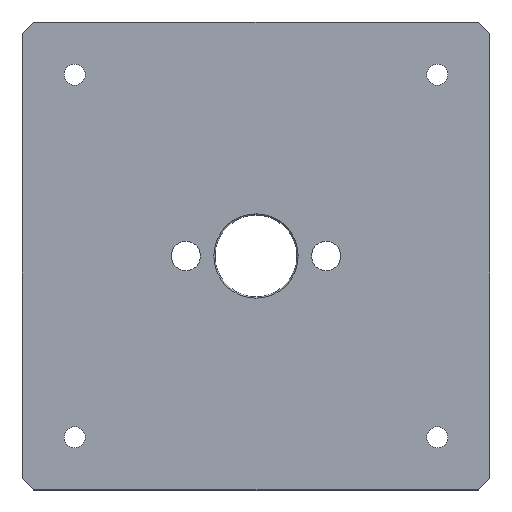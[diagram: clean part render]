
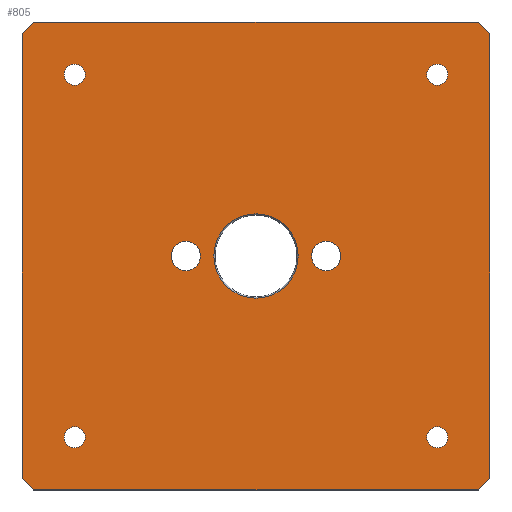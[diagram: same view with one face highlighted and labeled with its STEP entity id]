
A CAD part, top view. The second image highlights one B-rep face of the part: STEP entity #805.
In plain terms, the highlighted planar face has unit normal (0, 0, 1).
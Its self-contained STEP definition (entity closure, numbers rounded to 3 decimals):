
#63=CARTESIAN_POINT('Vertex',(-95.,100.,10.)) ;
#77=CARTESIAN_POINT('Vertex',(-100.,95.,10.)) ;
#80=CARTESIAN_POINT('Line Origine',(-97.5,97.5,10.)) ;
#108=CARTESIAN_POINT('Vertex',(-100.,-95.,10.)) ;
#111=CARTESIAN_POINT('Line Origine',(-100.,0.,10.)) ;
#139=CARTESIAN_POINT('Vertex',(-95.,-100.,10.)) ;
#142=CARTESIAN_POINT('Line Origine',(-97.5,-97.5,10.)) ;
#170=CARTESIAN_POINT('Vertex',(95.,-100.,10.)) ;
#173=CARTESIAN_POINT('Line Origine',(0.,-100.,10.)) ;
#201=CARTESIAN_POINT('Vertex',(100.,-95.,10.)) ;
#204=CARTESIAN_POINT('Line Origine',(97.5,-97.5,10.)) ;
#232=CARTESIAN_POINT('Vertex',(100.,95.,10.)) ;
#235=CARTESIAN_POINT('Line Origine',(100.,0.,10.)) ;
#263=CARTESIAN_POINT('Vertex',(95.,100.,10.)) ;
#266=CARTESIAN_POINT('Line Origine',(97.5,97.5,10.)) ;
#288=CARTESIAN_POINT('Line Origine',(0.,100.,10.)) ;
#305=CARTESIAN_POINT('Axis2P3D Location',(77.5,-77.5,10.)) ;
#309=CARTESIAN_POINT('Vertex',(73.,-77.5,10.)) ;
#311=CARTESIAN_POINT('Vertex',(82.,-77.5,10.)) ;
#340=CARTESIAN_POINT('Axis2P3D Location',(77.5,-77.5,10.)) ;
#362=CARTESIAN_POINT('Axis2P3D Location',(77.5,77.5,10.)) ;
#366=CARTESIAN_POINT('Vertex',(73.,77.5,10.)) ;
#368=CARTESIAN_POINT('Vertex',(82.,77.5,10.)) ;
#397=CARTESIAN_POINT('Axis2P3D Location',(77.5,77.5,10.)) ;
#419=CARTESIAN_POINT('Axis2P3D Location',(-77.5,77.5,10.)) ;
#423=CARTESIAN_POINT('Vertex',(-73.,77.5,10.)) ;
#425=CARTESIAN_POINT('Vertex',(-82.,77.5,10.)) ;
#454=CARTESIAN_POINT('Axis2P3D Location',(-77.5,77.5,10.)) ;
#476=CARTESIAN_POINT('Axis2P3D Location',(-77.5,-77.5,10.)) ;
#480=CARTESIAN_POINT('Vertex',(-73.,-77.5,10.)) ;
#482=CARTESIAN_POINT('Vertex',(-82.,-77.5,10.)) ;
#511=CARTESIAN_POINT('Axis2P3D Location',(-77.5,-77.5,10.)) ;
#533=CARTESIAN_POINT('Axis2P3D Location',(30.,0.,10.)) ;
#537=CARTESIAN_POINT('Vertex',(23.75,0.,10.)) ;
#539=CARTESIAN_POINT('Vertex',(36.25,0.,10.)) ;
#568=CARTESIAN_POINT('Axis2P3D Location',(30.,0.,10.)) ;
#590=CARTESIAN_POINT('Axis2P3D Location',(-30.,0.,10.)) ;
#594=CARTESIAN_POINT('Vertex',(-23.75,0.,10.)) ;
#596=CARTESIAN_POINT('Vertex',(-36.25,0.,10.)) ;
#625=CARTESIAN_POINT('Axis2P3D Location',(-30.,0.,10.)) ;
#748=CARTESIAN_POINT('Axis2P3D Location',(0.,0.,10.)) ;
#763=CARTESIAN_POINT('Axis2P3D Location',(0.,0.,10.)) ;
#767=CARTESIAN_POINT('Vertex',(18.,0.,10.)) ;
#769=CARTESIAN_POINT('Vertex',(-18.,0.,10.)) ;
#772=CARTESIAN_POINT('Axis2P3D Location',(0.,0.,10.)) ;
#81=DIRECTION('Vector Direction',(-0.707,-0.707,0.)) ;
#112=DIRECTION('Vector Direction',(0.,-1.,0.)) ;
#143=DIRECTION('Vector Direction',(-0.707,0.707,0.)) ;
#174=DIRECTION('Vector Direction',(-1.,0.,0.)) ;
#205=DIRECTION('Vector Direction',(-0.707,-0.707,0.)) ;
#236=DIRECTION('Vector Direction',(0.,1.,0.)) ;
#267=DIRECTION('Vector Direction',(0.707,-0.707,0.)) ;
#289=DIRECTION('Vector Direction',(1.,0.,0.)) ;
#306=DIRECTION('Axis2P3D Direction',(0.,0.,1.)) ;
#341=DIRECTION('Axis2P3D Direction',(0.,0.,1.)) ;
#363=DIRECTION('Axis2P3D Direction',(0.,0.,1.)) ;
#398=DIRECTION('Axis2P3D Direction',(0.,0.,1.)) ;
#420=DIRECTION('Axis2P3D Direction',(0.,0.,1.)) ;
#455=DIRECTION('Axis2P3D Direction',(0.,0.,1.)) ;
#477=DIRECTION('Axis2P3D Direction',(0.,0.,1.)) ;
#512=DIRECTION('Axis2P3D Direction',(0.,0.,1.)) ;
#534=DIRECTION('Axis2P3D Direction',(0.,0.,1.)) ;
#569=DIRECTION('Axis2P3D Direction',(0.,0.,1.)) ;
#591=DIRECTION('Axis2P3D Direction',(0.,0.,1.)) ;
#626=DIRECTION('Axis2P3D Direction',(0.,0.,1.)) ;
#749=DIRECTION('Axis2P3D Direction',(0.,0.,1.)) ;
#750=DIRECTION('Axis2P3D XDirection',(1.,0.,0.)) ;
#764=DIRECTION('Axis2P3D Direction',(0.,0.,1.)) ;
#773=DIRECTION('Axis2P3D Direction',(0.,0.,1.)) ;
#307=AXIS2_PLACEMENT_3D('Circle Axis2P3D',#305,#306,$) ;
#342=AXIS2_PLACEMENT_3D('Circle Axis2P3D',#340,#341,$) ;
#364=AXIS2_PLACEMENT_3D('Circle Axis2P3D',#362,#363,$) ;
#399=AXIS2_PLACEMENT_3D('Circle Axis2P3D',#397,#398,$) ;
#421=AXIS2_PLACEMENT_3D('Circle Axis2P3D',#419,#420,$) ;
#456=AXIS2_PLACEMENT_3D('Circle Axis2P3D',#454,#455,$) ;
#478=AXIS2_PLACEMENT_3D('Circle Axis2P3D',#476,#477,$) ;
#513=AXIS2_PLACEMENT_3D('Circle Axis2P3D',#511,#512,$) ;
#535=AXIS2_PLACEMENT_3D('Circle Axis2P3D',#533,#534,$) ;
#570=AXIS2_PLACEMENT_3D('Circle Axis2P3D',#568,#569,$) ;
#592=AXIS2_PLACEMENT_3D('Circle Axis2P3D',#590,#591,$) ;
#627=AXIS2_PLACEMENT_3D('Circle Axis2P3D',#625,#626,$) ;
#751=AXIS2_PLACEMENT_3D('Plane Axis2P3D',#748,#749,#750) ;
#765=AXIS2_PLACEMENT_3D('Circle Axis2P3D',#763,#764,$) ;
#774=AXIS2_PLACEMENT_3D('Circle Axis2P3D',#772,#773,$) ;
#754=ORIENTED_EDGE('',*,*,#84,.T.) ;
#755=ORIENTED_EDGE('',*,*,#115,.T.) ;
#756=ORIENTED_EDGE('',*,*,#146,.T.) ;
#757=ORIENTED_EDGE('',*,*,#177,.T.) ;
#758=ORIENTED_EDGE('',*,*,#208,.T.) ;
#759=ORIENTED_EDGE('',*,*,#239,.T.) ;
#760=ORIENTED_EDGE('',*,*,#270,.T.) ;
#761=ORIENTED_EDGE('',*,*,#292,.T.) ;
#778=ORIENTED_EDGE('',*,*,#771,.F.) ;
#779=ORIENTED_EDGE('',*,*,#776,.F.) ;
#782=ORIENTED_EDGE('',*,*,#313,.F.) ;
#783=ORIENTED_EDGE('',*,*,#344,.F.) ;
#786=ORIENTED_EDGE('',*,*,#370,.F.) ;
#787=ORIENTED_EDGE('',*,*,#401,.F.) ;
#790=ORIENTED_EDGE('',*,*,#427,.F.) ;
#791=ORIENTED_EDGE('',*,*,#458,.F.) ;
#794=ORIENTED_EDGE('',*,*,#484,.F.) ;
#795=ORIENTED_EDGE('',*,*,#515,.F.) ;
#798=ORIENTED_EDGE('',*,*,#541,.F.) ;
#799=ORIENTED_EDGE('',*,*,#572,.F.) ;
#802=ORIENTED_EDGE('',*,*,#598,.F.) ;
#803=ORIENTED_EDGE('',*,*,#629,.F.) ;
#780=FACE_BOUND('',#777,.T.) ;
#784=FACE_BOUND('',#781,.T.) ;
#788=FACE_BOUND('',#785,.T.) ;
#792=FACE_BOUND('',#789,.T.) ;
#796=FACE_BOUND('',#793,.T.) ;
#800=FACE_BOUND('',#797,.T.) ;
#804=FACE_BOUND('',#801,.T.) ;
#82=VECTOR('Line Direction',#81,1.) ;
#113=VECTOR('Line Direction',#112,1.) ;
#144=VECTOR('Line Direction',#143,1.) ;
#175=VECTOR('Line Direction',#174,1.) ;
#206=VECTOR('Line Direction',#205,1.) ;
#237=VECTOR('Line Direction',#236,1.) ;
#268=VECTOR('Line Direction',#267,1.) ;
#290=VECTOR('Line Direction',#289,1.) ;
#805=ADVANCED_FACE('PartBody',(#762,#780,#784,#788,#792,#796,#800,#804),#752,.T.) ;
#308=CIRCLE('generated circle',#307,4.5) ;
#343=CIRCLE('generated circle',#342,4.5) ;
#365=CIRCLE('generated circle',#364,4.5) ;
#400=CIRCLE('generated circle',#399,4.5) ;
#422=CIRCLE('generated circle',#421,4.5) ;
#457=CIRCLE('generated circle',#456,4.5) ;
#479=CIRCLE('generated circle',#478,4.5) ;
#514=CIRCLE('generated circle',#513,4.5) ;
#536=CIRCLE('generated circle',#535,6.25) ;
#571=CIRCLE('generated circle',#570,6.25) ;
#593=CIRCLE('generated circle',#592,6.25) ;
#628=CIRCLE('generated circle',#627,6.25) ;
#766=CIRCLE('generated circle',#765,18.) ;
#775=CIRCLE('generated circle',#774,18.) ;
#84=EDGE_CURVE('',#64,#78,#83,.T.) ;
#115=EDGE_CURVE('',#78,#109,#114,.T.) ;
#146=EDGE_CURVE('',#109,#140,#145,.F.) ;
#177=EDGE_CURVE('',#140,#171,#176,.F.) ;
#208=EDGE_CURVE('',#171,#202,#207,.F.) ;
#239=EDGE_CURVE('',#202,#233,#238,.T.) ;
#270=EDGE_CURVE('',#233,#264,#269,.F.) ;
#292=EDGE_CURVE('',#264,#64,#291,.F.) ;
#313=EDGE_CURVE('',#310,#312,#308,.T.) ;
#344=EDGE_CURVE('',#312,#310,#343,.T.) ;
#370=EDGE_CURVE('',#367,#369,#365,.T.) ;
#401=EDGE_CURVE('',#369,#367,#400,.T.) ;
#427=EDGE_CURVE('',#424,#426,#422,.T.) ;
#458=EDGE_CURVE('',#426,#424,#457,.T.) ;
#484=EDGE_CURVE('',#481,#483,#479,.T.) ;
#515=EDGE_CURVE('',#483,#481,#514,.T.) ;
#541=EDGE_CURVE('',#538,#540,#536,.T.) ;
#572=EDGE_CURVE('',#540,#538,#571,.T.) ;
#598=EDGE_CURVE('',#595,#597,#593,.T.) ;
#629=EDGE_CURVE('',#597,#595,#628,.T.) ;
#771=EDGE_CURVE('',#768,#770,#766,.T.) ;
#776=EDGE_CURVE('',#770,#768,#775,.T.) ;
#753=EDGE_LOOP('',(#754,#755,#756,#757,#758,#759,#760,#761)) ;
#777=EDGE_LOOP('',(#778,#779)) ;
#781=EDGE_LOOP('',(#782,#783)) ;
#785=EDGE_LOOP('',(#786,#787)) ;
#789=EDGE_LOOP('',(#790,#791)) ;
#793=EDGE_LOOP('',(#794,#795)) ;
#797=EDGE_LOOP('',(#798,#799)) ;
#801=EDGE_LOOP('',(#802,#803)) ;
#762=FACE_OUTER_BOUND('',#753,.T.) ;
#83=LINE('Line',#80,#82) ;
#114=LINE('Line',#111,#113) ;
#145=LINE('Line',#142,#144) ;
#176=LINE('Line',#173,#175) ;
#207=LINE('Line',#204,#206) ;
#238=LINE('Line',#235,#237) ;
#269=LINE('Line',#266,#268) ;
#291=LINE('Line',#288,#290) ;
#752=PLANE('',#751) ;
#64=VERTEX_POINT('',#63) ;
#78=VERTEX_POINT('',#77) ;
#109=VERTEX_POINT('',#108) ;
#140=VERTEX_POINT('',#139) ;
#171=VERTEX_POINT('',#170) ;
#202=VERTEX_POINT('',#201) ;
#233=VERTEX_POINT('',#232) ;
#264=VERTEX_POINT('',#263) ;
#310=VERTEX_POINT('',#309) ;
#312=VERTEX_POINT('',#311) ;
#367=VERTEX_POINT('',#366) ;
#369=VERTEX_POINT('',#368) ;
#424=VERTEX_POINT('',#423) ;
#426=VERTEX_POINT('',#425) ;
#481=VERTEX_POINT('',#480) ;
#483=VERTEX_POINT('',#482) ;
#538=VERTEX_POINT('',#537) ;
#540=VERTEX_POINT('',#539) ;
#595=VERTEX_POINT('',#594) ;
#597=VERTEX_POINT('',#596) ;
#768=VERTEX_POINT('',#767) ;
#770=VERTEX_POINT('',#769) ;
